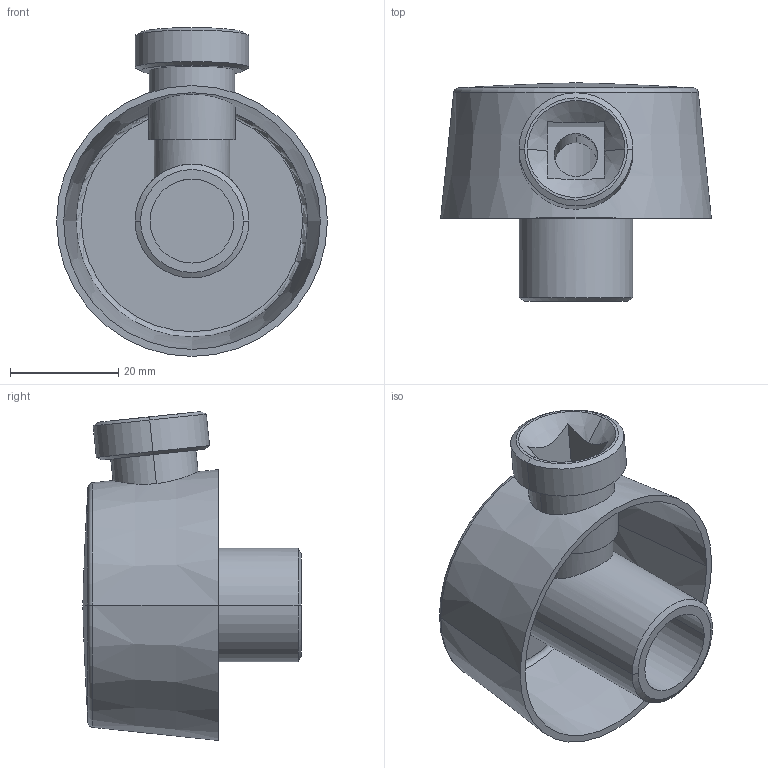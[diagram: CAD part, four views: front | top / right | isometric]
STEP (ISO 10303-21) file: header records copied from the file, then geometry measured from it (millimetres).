
FILE_DESCRIPTION((''),'2;1');
FILE_NAME('ZACC130CR_3D','2020-05-06T14:54:30',('stefano.gianpani'),('PAFFONI SpA'),'CREO PARAMETRIC BY PTC INC, 2019030','CREO PARAMETRIC BY PTC INC, 2019030','');
FILE_SCHEMA(('CONFIG_CONTROL_DESIGN','SHAPE_APPEARANCE_LAYERS_GROUPS'));
Length unit declared in the file: millimetre
Products named in the file (1): ZACC130CR_3D
Bounding box: 50 x 40.3 x 60.72 mm (x, y, z)
Surface area: 15929.2 mm2 (no closed solid volume)
Topology: 0 solids, 1 shells, 45 faces, 113 edges, 73 vertices
Faces by surface type: plane 16, cone 12, cylinder 12, torus 3, bspline 2
Entity records: 1607 total; most frequent: CARTESIAN_POINT 469, DIRECTION 228, ORIENTED_EDGE 218, EDGE_CURVE 111, AXIS2_PLACEMENT_3D 90, VERTEX_POINT 73, EDGE_LOOP 52, VECTOR 48
